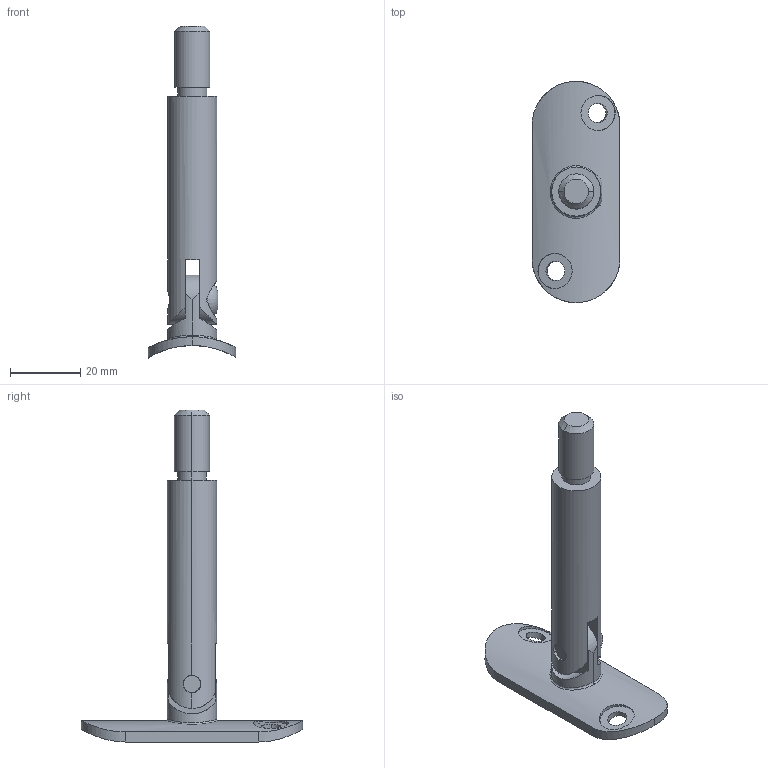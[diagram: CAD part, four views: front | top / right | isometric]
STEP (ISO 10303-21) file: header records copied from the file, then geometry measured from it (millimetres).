
FILE_DESCRIPTION (( 'STEP AP203' ), '1' );
FILE_NAME ('A_0818-048.STEP', '2023-11-06T12:47:26', ( '' ), ( '' ), 'SwSTEP 2.0', 'SolidWorks 2019', '' );
FILE_SCHEMA (( 'CONFIG_CONTROL_DESIGN' ));
Length unit declared in the file: millimetre
Products named in the file (4): A_0818-048.P1; A_0818-048; SKRUTKA stn iso 7380_M6x10; A_0818-048.P2
Assembly tree (3 placements, depth 2):
  A_0818-048
    A_0818-048.P1
    A_0818-048.P2
    SKRUTKA stn iso 7380_M6x10
Bounding box: 25 x 63 x 94.54 mm (x, y, z)
Volume: 15036.1 mm3; surface area: 8634 mm2
Topology: 3 solids, 3 shells, 81 faces, 197 edges, 125 vertices
Faces by surface type: cylinder 38, plane 27, cone 12, bspline 2, torus 2
Entity records: 3929 total; most frequent: CARTESIAN_POINT 1665, ORIENTED_EDGE 390, DIRECTION 381, EDGE_CURVE 195, AXIS2_PLACEMENT_3D 153, VERTEX_POINT 125, EDGE_LOOP 96, FACE_OUTER_BOUND 81
